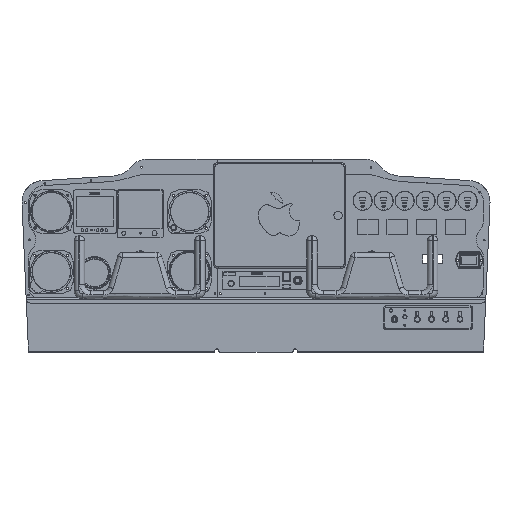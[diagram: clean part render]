
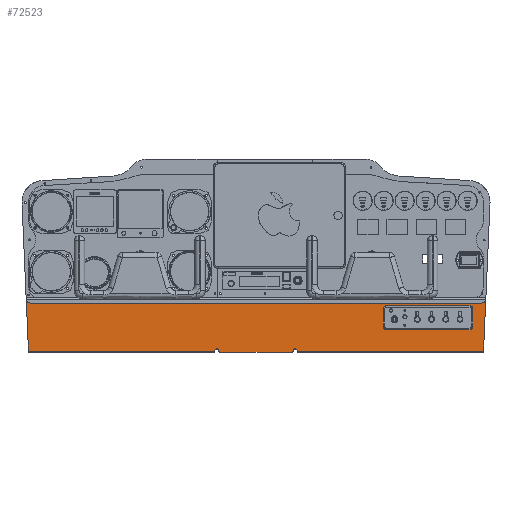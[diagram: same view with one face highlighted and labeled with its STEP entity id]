
A CAD part, top view. The second image highlights one B-rep face of the part: STEP entity #72523.
In plain terms, the highlighted free-form (B-spline) face has degree [1, 1] with [2, 2] control points.
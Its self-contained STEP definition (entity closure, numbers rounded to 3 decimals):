
#71638 = EDGE_CURVE('',#71639,#71641,#71643,.T.);
#71639 = VERTEX_POINT('',#71640);
#71640 = CARTESIAN_POINT('',(79.904,-182.46,0.));
#71641 = VERTEX_POINT('',#71642);
#71642 = CARTESIAN_POINT('',(77.644,-184.72,0.));
#71643 = ( BOUNDED_CURVE() B_SPLINE_CURVE(2,(#71644,#71645,#71646),
.UNSPECIFIED.,.F.,.F.) B_SPLINE_CURVE_WITH_KNOTS((3,3),(5.498,
7.069),.PIECEWISE_BEZIER_KNOTS.) CURVE() 
GEOMETRIC_REPRESENTATION_ITEM() RATIONAL_B_SPLINE_CURVE((1.,
0.707,1.)) REPRESENTATION_ITEM('') );
#71644 = CARTESIAN_POINT('',(79.904,-182.46,0.));
#71645 = CARTESIAN_POINT('',(79.904,-184.72,0.));
#71646 = CARTESIAN_POINT('',(77.644,-184.72,0.));
#71800 = EDGE_CURVE('',#71641,#71801,#71803,.T.);
#71801 = VERTEX_POINT('',#71802);
#71802 = CARTESIAN_POINT('',(-77.644,-184.72,0.));
#71803 = B_SPLINE_CURVE_WITH_KNOTS('',1,(#71804,#71805),.UNSPECIFIED.,
  .F.,.F.,(2,2),(365.,502.411),.PIECEWISE_BEZIER_KNOTS.);
#71804 = CARTESIAN_POINT('',(77.644,-184.72,0.));
#71805 = CARTESIAN_POINT('',(-77.644,-184.72,0.));
#71823 = EDGE_CURVE('',#71801,#71824,#71826,.T.);
#71824 = VERTEX_POINT('',#71825);
#71825 = CARTESIAN_POINT('',(-79.904,-182.46,0.));
#71826 = ( BOUNDED_CURVE() B_SPLINE_CURVE(2,(#71827,#71828,#71829),
.UNSPECIFIED.,.F.,.F.) B_SPLINE_CURVE_WITH_KNOTS((3,3),(5.498,
7.069),.PIECEWISE_BEZIER_KNOTS.) CURVE() 
GEOMETRIC_REPRESENTATION_ITEM() RATIONAL_B_SPLINE_CURVE((1.,
0.707,1.)) REPRESENTATION_ITEM('') );
#71827 = CARTESIAN_POINT('',(-77.644,-184.72,0.));
#71828 = CARTESIAN_POINT('',(-79.904,-184.72,0.));
#71829 = CARTESIAN_POINT('',(-79.904,-182.46,0.));
#72364 = VERTEX_POINT('',#72365);
#72365 = CARTESIAN_POINT('',(88.945,-182.008,0.));
#72407 = VERTEX_POINT('',#72408);
#72408 = CARTESIAN_POINT('',(490.25,-182.008,0.));
#72464 = EDGE_CURVE('',#72364,#72407,#72465,.T.);
#72465 = B_SPLINE_CURVE_WITH_KNOTS('',1,(#72466,#72467),.UNSPECIFIED.,
  .F.,.F.,(2,2),(-138.2,216.905),
  .PIECEWISE_BEZIER_KNOTS.);
#72466 = CARTESIAN_POINT('',(88.945,-182.008,0.));
#72467 = CARTESIAN_POINT('',(490.25,-182.008,0.));
#72481 = VERTEX_POINT('',#72482);
#72482 = CARTESIAN_POINT('',(79.904,-182.008,0.));
#72487 = EDGE_CURVE('',#72481,#72364,#72488,.T.);
#72488 = ( BOUNDED_CURVE() B_SPLINE_CURVE(2,(#72489,#72490,#72491,#72492
,#72493),.UNSPECIFIED.,.F.,.F.) B_SPLINE_CURVE_WITH_KNOTS((3,2,3),(
    3.142,4.712,6.283),
.PIECEWISE_BEZIER_KNOTS.) CURVE() GEOMETRIC_REPRESENTATION_ITEM() 
RATIONAL_B_SPLINE_CURVE((1.,0.707,1.,0.707,1.)) 
REPRESENTATION_ITEM('') );
#72489 = CARTESIAN_POINT('',(79.904,-182.008,0.));
#72490 = CARTESIAN_POINT('',(79.904,-177.487,0.));
#72491 = CARTESIAN_POINT('',(84.425,-177.487,0.));
#72492 = CARTESIAN_POINT('',(88.945,-177.487,0.));
#72493 = CARTESIAN_POINT('',(88.945,-182.008,0.));
#72514 = EDGE_CURVE('',#71639,#72481,#72515,.T.);
#72515 = B_SPLINE_CURVE_WITH_KNOTS('',1,(#72516,#72517),.UNSPECIFIED.,
  .F.,.F.,(2,2),(-25.321,-24.921),
  .PIECEWISE_BEZIER_KNOTS.);
#72516 = CARTESIAN_POINT('',(79.904,-182.46,0.));
#72517 = CARTESIAN_POINT('',(79.904,-182.008,0.));
#72523 = ADVANCED_FACE('',(#72524,#72575),#72605,.T.);
#72524 = FACE_BOUND('',#72525,.T.);
#72525 = EDGE_LOOP('',(#72526,#72527,#72528,#72529,#72530,#72537,#72544,
    #72551,#72558,#72568,#72573,#72574));
#72526 = ORIENTED_EDGE('',*,*,#71638,.F.);
#72527 = ORIENTED_EDGE('',*,*,#72514,.T.);
#72528 = ORIENTED_EDGE('',*,*,#72487,.T.);
#72529 = ORIENTED_EDGE('',*,*,#72464,.T.);
#72530 = ORIENTED_EDGE('',*,*,#72531,.F.);
#72531 = EDGE_CURVE('',#72532,#72407,#72534,.T.);
#72532 = VERTEX_POINT('',#72533);
#72533 = CARTESIAN_POINT('',(495.105,-70.806,0.));
#72534 = B_SPLINE_CURVE_WITH_KNOTS('',1,(#72535,#72536),.UNSPECIFIED.,
  .F.,.F.,(2,2),(3.203,101.697),
  .PIECEWISE_BEZIER_KNOTS.);
#72535 = CARTESIAN_POINT('',(495.105,-70.806,0.));
#72536 = CARTESIAN_POINT('',(490.25,-182.008,0.));
#72537 = ORIENTED_EDGE('',*,*,#72538,.T.);
#72538 = EDGE_CURVE('',#72532,#72539,#72541,.T.);
#72539 = VERTEX_POINT('',#72540);
#72540 = CARTESIAN_POINT('',(-495.105,-70.806,0.));
#72541 = B_SPLINE_CURVE_WITH_KNOTS('',1,(#72542,#72543),.UNSPECIFIED.,
  .F.,.F.,(2,2),(-657.159,219.053),
  .PIECEWISE_BEZIER_KNOTS.);
#72542 = CARTESIAN_POINT('',(495.105,-70.806,0.));
#72543 = CARTESIAN_POINT('',(-495.105,-70.806,0.));
#72544 = ORIENTED_EDGE('',*,*,#72545,.F.);
#72545 = EDGE_CURVE('',#72546,#72539,#72548,.T.);
#72546 = VERTEX_POINT('',#72547);
#72547 = CARTESIAN_POINT('',(-490.25,-182.008,0.));
#72548 = B_SPLINE_CURVE_WITH_KNOTS('',1,(#72549,#72550),.UNSPECIFIED.,
  .F.,.F.,(2,2),(2.402,100.896),
  .PIECEWISE_BEZIER_KNOTS.);
#72549 = CARTESIAN_POINT('',(-490.25,-182.008,0.));
#72550 = CARTESIAN_POINT('',(-495.105,-70.806,0.));
#72551 = ORIENTED_EDGE('',*,*,#72552,.T.);
#72552 = EDGE_CURVE('',#72546,#72553,#72555,.T.);
#72553 = VERTEX_POINT('',#72554);
#72554 = CARTESIAN_POINT('',(-88.945,-182.008,0.));
#72555 = B_SPLINE_CURVE_WITH_KNOTS('',1,(#72556,#72557),.UNSPECIFIED.,
  .F.,.F.,(2,2),(-394.457,-39.353),
  .PIECEWISE_BEZIER_KNOTS.);
#72556 = CARTESIAN_POINT('',(-490.25,-182.008,0.));
#72557 = CARTESIAN_POINT('',(-88.945,-182.008,0.));
#72558 = ORIENTED_EDGE('',*,*,#72559,.T.);
#72559 = EDGE_CURVE('',#72553,#72560,#72562,.T.);
#72560 = VERTEX_POINT('',#72561);
#72561 = CARTESIAN_POINT('',(-79.904,-182.008,0.));
#72562 = ( BOUNDED_CURVE() B_SPLINE_CURVE(2,(#72563,#72564,#72565,#72566
,#72567),.UNSPECIFIED.,.F.,.F.) B_SPLINE_CURVE_WITH_KNOTS((3,2,3),(0.,
1.571,3.142),.PIECEWISE_BEZIER_KNOTS.) CURVE() 
GEOMETRIC_REPRESENTATION_ITEM() RATIONAL_B_SPLINE_CURVE((1.,
0.707,1.,0.707,1.)) REPRESENTATION_ITEM('') );
#72563 = CARTESIAN_POINT('',(-88.945,-182.008,0.));
#72564 = CARTESIAN_POINT('',(-88.945,-177.487,0.));
#72565 = CARTESIAN_POINT('',(-84.425,-177.487,0.));
#72566 = CARTESIAN_POINT('',(-79.904,-177.487,0.));
#72567 = CARTESIAN_POINT('',(-79.904,-182.008,0.));
#72568 = ORIENTED_EDGE('',*,*,#72569,.T.);
#72569 = EDGE_CURVE('',#72560,#71824,#72570,.T.);
#72570 = B_SPLINE_CURVE_WITH_KNOTS('',1,(#72571,#72572),.UNSPECIFIED.,
  .F.,.F.,(2,2),(23.721,24.121),
  .PIECEWISE_BEZIER_KNOTS.);
#72571 = CARTESIAN_POINT('',(-79.904,-182.008,0.));
#72572 = CARTESIAN_POINT('',(-79.904,-182.46,0.));
#72573 = ORIENTED_EDGE('',*,*,#71823,.F.);
#72574 = ORIENTED_EDGE('',*,*,#71800,.F.);
#72575 = FACE_BOUND('',#72576,.T.);
#72576 = EDGE_LOOP('',(#72577,#72586,#72593,#72600));
#72577 = ORIENTED_EDGE('',*,*,#72578,.T.);
#72578 = EDGE_CURVE('',#72579,#72581,#72583,.T.);
#72579 = VERTEX_POINT('',#72580);
#72580 = CARTESIAN_POINT('',(458.416,-88.096,0.));
#72581 = VERTEX_POINT('',#72582);
#72582 = CARTESIAN_POINT('',(458.416,-133.865,0.));
#72583 = B_SPLINE_CURVE_WITH_KNOTS('',1,(#72584,#72585),.UNSPECIFIED.,
  .F.,.F.,(2,2),(-36.879,3.621),
  .PIECEWISE_BEZIER_KNOTS.);
#72584 = CARTESIAN_POINT('',(458.416,-88.096,0.));
#72585 = CARTESIAN_POINT('',(458.416,-133.865,0.));
#72586 = ORIENTED_EDGE('',*,*,#72587,.T.);
#72587 = EDGE_CURVE('',#72581,#72588,#72590,.T.);
#72588 = VERTEX_POINT('',#72589);
#72589 = CARTESIAN_POINT('',(284.946,-133.865,0.));
#72590 = B_SPLINE_CURVE_WITH_KNOTS('',1,(#72591,#72592),.UNSPECIFIED.,
  .F.,.F.,(2,2),(-279.571,-126.071),
  .PIECEWISE_BEZIER_KNOTS.);
#72591 = CARTESIAN_POINT('',(458.416,-133.865,0.));
#72592 = CARTESIAN_POINT('',(284.946,-133.865,0.));
#72593 = ORIENTED_EDGE('',*,*,#72594,.T.);
#72594 = EDGE_CURVE('',#72588,#72595,#72597,.T.);
#72595 = VERTEX_POINT('',#72596);
#72596 = CARTESIAN_POINT('',(284.946,-88.096,0.));
#72597 = B_SPLINE_CURVE_WITH_KNOTS('',1,(#72598,#72599),.UNSPECIFIED.,
  .F.,.F.,(2,2),(-23.871,16.629),
  .PIECEWISE_BEZIER_KNOTS.);
#72598 = CARTESIAN_POINT('',(284.946,-133.865,0.));
#72599 = CARTESIAN_POINT('',(284.946,-88.096,0.));
#72600 = ORIENTED_EDGE('',*,*,#72601,.T.);
#72601 = EDGE_CURVE('',#72595,#72579,#72602,.T.);
#72602 = B_SPLINE_CURVE_WITH_KNOTS('',1,(#72603,#72604),.UNSPECIFIED.,
  .F.,.F.,(2,2),(49.321,202.821),
  .PIECEWISE_BEZIER_KNOTS.);
#72603 = CARTESIAN_POINT('',(284.946,-88.096,0.));
#72604 = CARTESIAN_POINT('',(458.416,-88.096,0.));
#72605 = B_SPLINE_SURFACE_WITH_KNOTS('',1,1,(
    (#72606,#72607)
    ,(#72608,#72609
    )),.UNSPECIFIED.,.F.,.F.,.F.,(2,2),(2,2),(-438.106,
    438.106),(-52.242,48.558),
  .PIECEWISE_BEZIER_KNOTS.);
#72606 = CARTESIAN_POINT('',(-495.105,-184.72,0.));
#72607 = CARTESIAN_POINT('',(-495.105,-70.806,0.));
#72608 = CARTESIAN_POINT('',(495.105,-184.72,0.));
#72609 = CARTESIAN_POINT('',(495.105,-70.806,0.));
